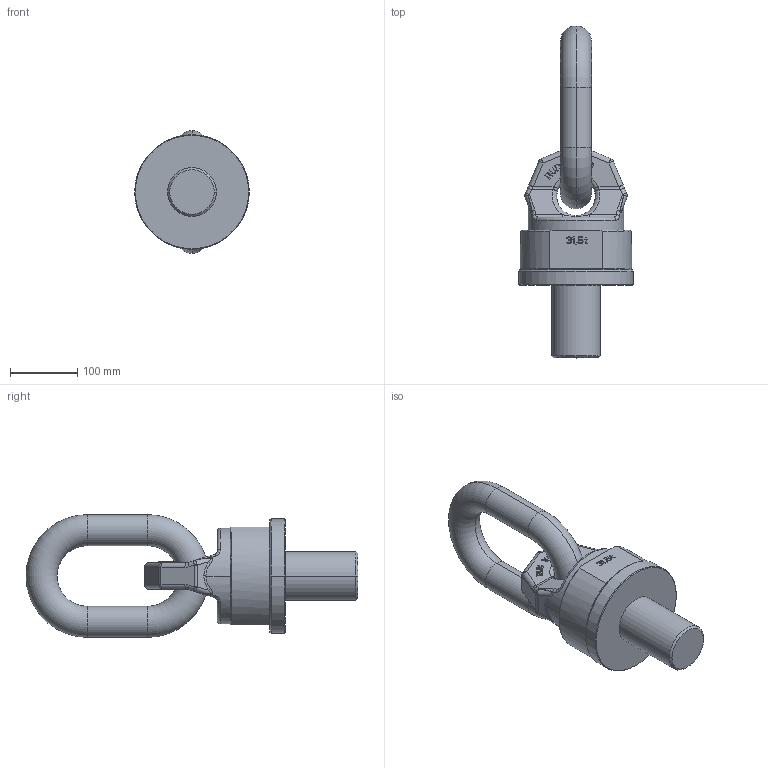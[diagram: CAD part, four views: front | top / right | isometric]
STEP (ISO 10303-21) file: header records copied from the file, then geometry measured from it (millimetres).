
FILE_DESCRIPTION((''),'2;1');
FILE_NAME('001-M31356-P40_ASM','2019-06-27T',('anja.joas'),(''),'PRO/ENGINEER BY PARAMETRIC TECHNOLOGY CORPORATION, 2011490','PRO/ENGINEER BY PARAMETRIC TECHNOLOGY CORPORATION, 2011490','');
FILE_SCHEMA(('CONFIG_CONTROL_DESIGN'));
Length unit declared in the file: millimetre
Products named in the file (4): 001-M33405-P-10_AF0; 001-M31356-P-10; 001-M31356-P-04; 001-M31356-P40_ASM
Assembly tree (3 placements, depth 2):
  001-M31356-P40_ASM
    001-M33405-P-10_AF0
    001-M31356-P-10
    001-M31356-P-04
Bounding box: 170 x 492 x 182 mm (x, y, z)
Volume: 3912593.4 mm3; surface area: 268311.1 mm2
Topology: 3 solids, 3 shells, 499 faces, 1328 edges, 852 vertices
Faces by surface type: plane 364, bspline 62, cylinder 55, torus 10, cone 8
Entity records: 18460 total; most frequent: CARTESIAN_POINT 6374, ORIENTED_EDGE 2656, DIRECTION 2214, EDGE_CURVE 1328, VECTOR 1058, LINE 1058, VERTEX_POINT 852, AXIS2_PLACEMENT_3D 578
